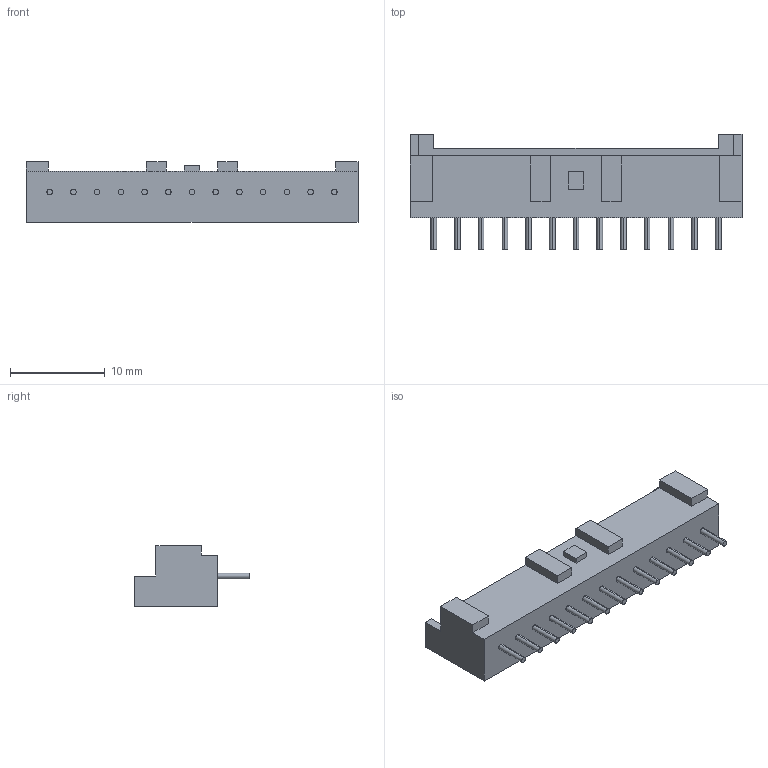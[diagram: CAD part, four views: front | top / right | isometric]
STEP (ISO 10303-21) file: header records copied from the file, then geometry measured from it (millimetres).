
FILE_DESCRIPTION (( 'STEP AP214' ), '1' );
FILE_NAME ('B13B-XASK-1.STEP', '2010-06-11T05:02:52', ( ' ' ), ( '' ), 'SwSTEP 2.0', 'SolidWorks 2009', '' );
FILE_SCHEMA (( 'AUTOMOTIVE_DESIGN' ));
Length unit declared in the file: millimetre
Products named in the file (1): B13B-XASK-1
Bounding box: 35 x 12.2 x 6.4 mm (x, y, z)
Volume: 729.5 mm3; surface area: 1539.8 mm2
Topology: 1 solids, 1 shells, 119 faces, 270 edges, 180 vertices
Faces by surface type: plane 67, cylinder 52
Entity records: 4711 total; most frequent: DIRECTION 614, CARTESIAN_POINT 570, ORIENTED_EDGE 540, EDGE_CURVE 270, AXIS2_PLACEMENT_3D 224, VERTEX_POINT 180, VECTOR 166, LINE 166
